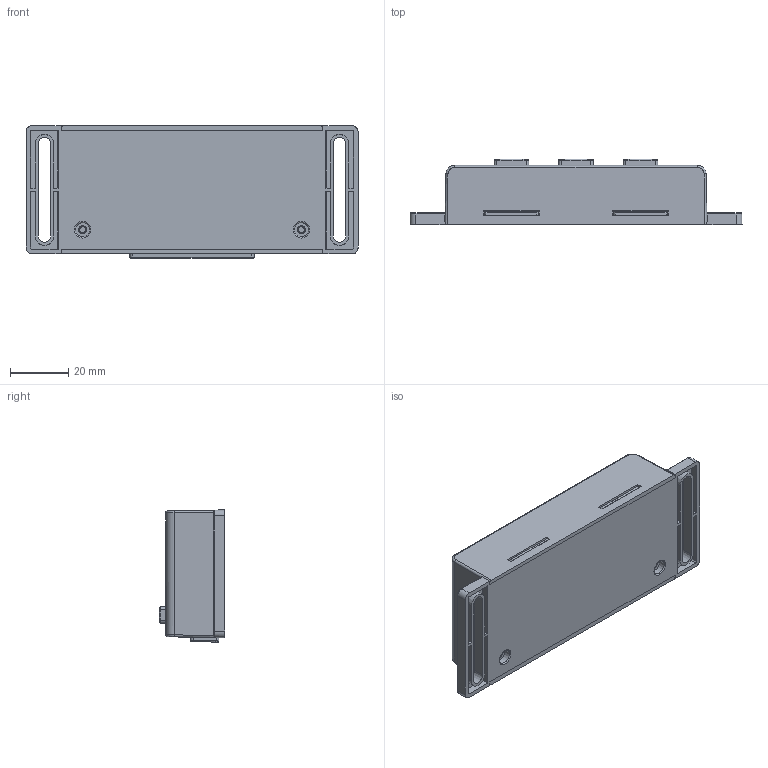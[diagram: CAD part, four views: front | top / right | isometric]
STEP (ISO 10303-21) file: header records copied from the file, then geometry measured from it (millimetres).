
FILE_DESCRIPTION(/* description */ (''),/* implementation_level */ '2;1');
FILE_NAME(/* name */ 'LCD Display.iam.step',/* time_stamp */ '2020-04-16T23:35:06-04:00',/* author */ ('Hannah'),/* organization */ (''),/* preprocessor_version */ 'ST-DEVELOPER v17',/* originating_system */ 'Autodesk Inventor 2019',/* authorisation */ '');
FILE_SCHEMA (('AUTOMOTIVE_DESIGN { 1 0 10303 214 3 1 1 }'));
Length unit declared in the file: inch
Products named in the file (10): LCD Display; Glass; LCD Component; LCD Top Case; LCD Base; LCD Connector Plate; PCB 3Pin-Male; LCD Button; Driver Board; Microswitch
Assembly tree (14 placements, depth 2):
  LCD Display
    Glass
    PCB 3Pin-Male  x2
    LCD Component
    Microswitch  x3
    LCD Top Case
    LCD Base
    LCD Connector Plate
    LCD Button  x3
    Driver Board
Bounding box: 114.3 x 22.64 x 45.52 mm (x, y, z)
Volume: 54269 mm3; surface area: 51724 mm2
Topology: 16 solids, 16 shells, 866 faces, 2327 edges, 1538 vertices
Faces by surface type: plane 536, cylinder 189, cone 65, torus 41, bspline 28, sphere 7
Full cylindrical faces by diameter (mm): 0.991 x24, 1 x19, 1.001 x19, 3.505 x3, 5.016 x1, 5.017 x1
Entity records: 23909 total; most frequent: CARTESIAN_POINT 5803, DIRECTION 3698, ORIENTED_EDGE 3666, EDGE_CURVE 1833, AXIS2_PLACEMENT_3D 1257, VERTEX_POINT 1218, LINE 1184, VECTOR 1184
